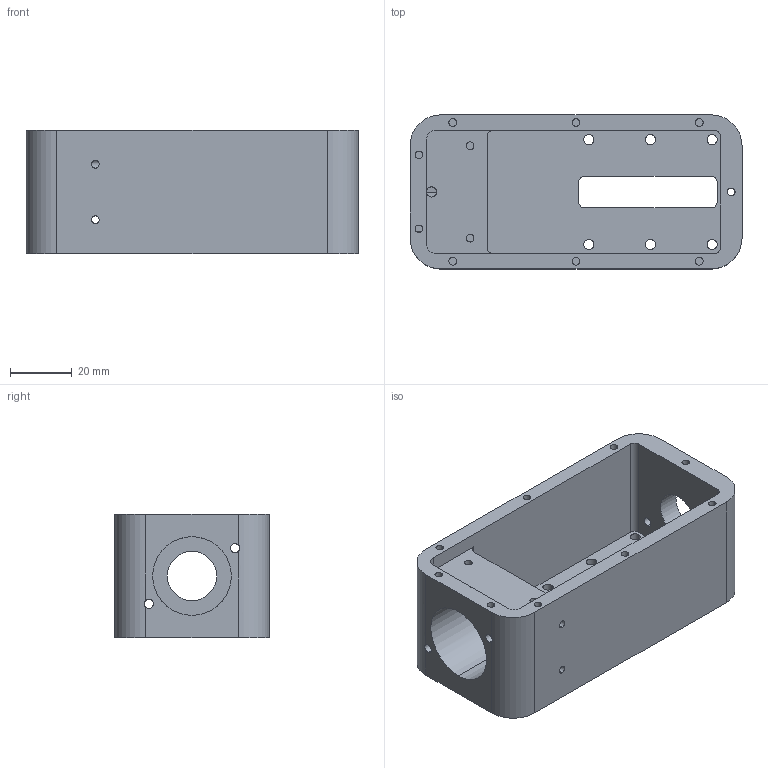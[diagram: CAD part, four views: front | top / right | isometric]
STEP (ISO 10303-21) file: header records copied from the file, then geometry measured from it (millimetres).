
FILE_DESCRIPTION (( 'STEP AP203' ), '1' );
FILE_NAME ('J5 Housing.STEP', '2020-09-09T11:25:57', ( '' ), ( '' ), 'SwSTEP 2.0', 'SolidWorks 2019', '' );
FILE_SCHEMA (( 'CONFIG_CONTROL_DESIGN' ));
Length unit declared in the file: millimetre
Products named in the file (1): J5 Housing
Bounding box: 107.7 x 50 x 40 mm (x, y, z)
Volume: 84116.4 mm3; surface area: 33305 mm2
Topology: 1 solids, 1 shells, 105 faces, 300 edges, 198 vertices
Faces by surface type: cylinder 76, plane 29
Entity records: 4099 total; most frequent: CARTESIAN_POINT 1111, DIRECTION 622, ORIENTED_EDGE 600, EDGE_CURVE 300, AXIS2_PLACEMENT_3D 245, VERTEX_POINT 198, EDGE_LOOP 150, CIRCLE 139
